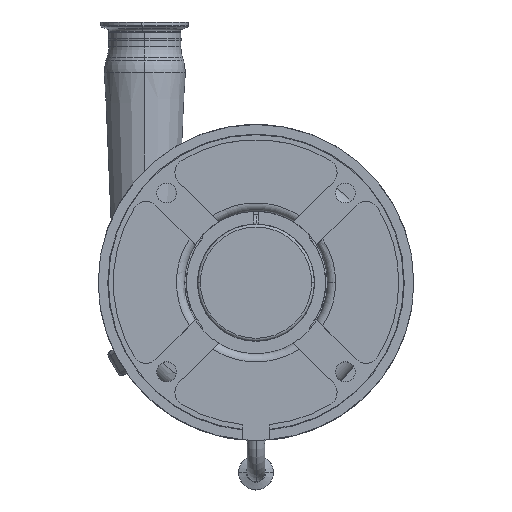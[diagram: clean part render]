
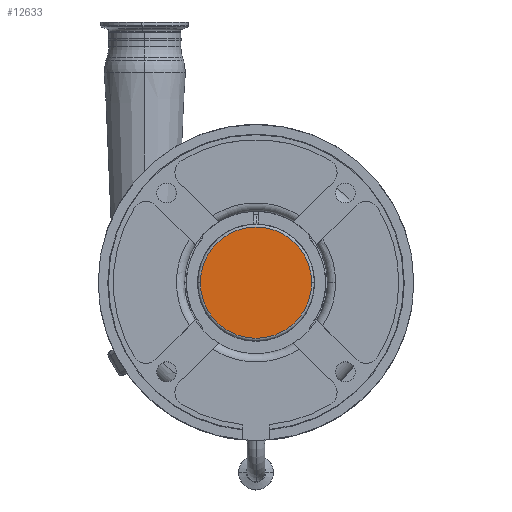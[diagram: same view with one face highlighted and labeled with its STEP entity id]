
A CAD part, top view. The second image highlights one B-rep face of the part: STEP entity #12633.
In plain terms, the highlighted planar face has unit normal (0, 0, 1).
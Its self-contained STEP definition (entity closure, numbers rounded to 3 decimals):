
#829 = ORIENTED_EDGE ( 'NONE', *, *, #1523, .T. ) ;
#964 = CARTESIAN_POINT ( 'NONE',  ( 0., 0., 65. ) ) ;
#1523 = EDGE_CURVE ( 'NONE', #10868, #7380, #15603, .T. ) ;
#2183 = DIRECTION ( 'NONE',  ( -1., 0., 0. ) ) ;
#3407 = DIRECTION ( 'NONE',  ( 0., 0., 1. ) ) ;
#3996 = CARTESIAN_POINT ( 'NONE',  ( 40.552, 0., 65. ) ) ;
#6621 = EDGE_CURVE ( 'NONE', #7380, #10868, #12925, .T. ) ;
#7034 = AXIS2_PLACEMENT_3D ( 'NONE', #19871, #11624, #2183 ) ;
#7224 = FACE_OUTER_BOUND ( 'NONE', #15036, .T. ) ;
#7380 = VERTEX_POINT ( 'NONE', #13688 ) ;
#7595 = AXIS2_PLACEMENT_3D ( 'NONE', #19237, #3407, #11599 ) ;
#8593 = AXIS2_PLACEMENT_3D ( 'NONE', #964, #19397, #19698 ) ;
#10868 = VERTEX_POINT ( 'NONE', #3996 ) ;
#11041 = ORIENTED_EDGE ( 'NONE', *, *, #6621, .T. ) ;
#11599 = DIRECTION ( 'NONE',  ( -1., 0., 0. ) ) ;
#11624 = DIRECTION ( 'NONE',  ( 0., 0., -1. ) ) ;
#12633 = ADVANCED_FACE ( 'NONE', ( #7224 ), #13600, .F. ) ;
#12925 = CIRCLE ( 'NONE', #8593, 40.552 ) ;
#13600 = PLANE ( 'NONE',  #7034 ) ;
#13688 = CARTESIAN_POINT ( 'NONE',  ( -40.552, 0., 65. ) ) ;
#15036 = EDGE_LOOP ( 'NONE', ( #11041, #829 ) ) ;
#15603 = CIRCLE ( 'NONE', #7595, 40.552 ) ;
#19237 = CARTESIAN_POINT ( 'NONE',  ( 0., 0., 65. ) ) ;
#19397 = DIRECTION ( 'NONE',  ( 0., 0., 1. ) ) ;
#19698 = DIRECTION ( 'NONE',  ( -1., 0., 0. ) ) ;
#19871 = CARTESIAN_POINT ( 'NONE',  ( 0., 0., 65. ) ) ;
